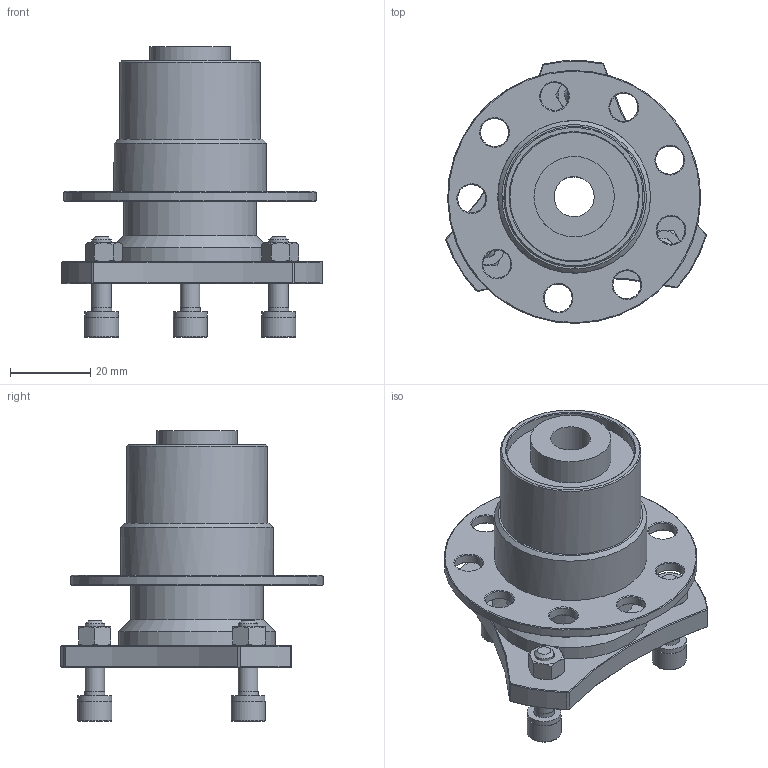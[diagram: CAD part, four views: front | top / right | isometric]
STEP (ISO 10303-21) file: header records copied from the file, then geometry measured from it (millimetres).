
FILE_DESCRIPTION(/* description */ (''),/* implementation_level */ '2;1');
FILE_NAME(/* name */ '',/* time_stamp */ '2023-02-04T17:07:33+08:00',/* author */ (''),/* organization */ (''),/* preprocessor_version */ 'ST-DEVELOPER v19.2',/* originating_system */ 'Autodesk Translation Framework v11.17.0.187',/* authorisation */ '');
FILE_SCHEMA (('AUTOMOTIVE_DESIGN { 1 0 10303 214 3 1 1 }'));
Length unit declared in the file: millimetre
Products named in the file (4): 快拆总成; kuaichai; GB6170_M5; GB70_M5X20_SW
Assembly tree (7 placements, depth 2):
  快拆总成
    kuaichai
    GB6170_M5  x3
    GB70_M5X20_SW  x3
Bounding box: 64.79 x 65.47 x 72.3 mm (x, y, z)
Volume: 60405.3 mm3; surface area: 20520.4 mm2
Topology: 7 solids, 7 shells, 199 faces, 483 edges, 317 vertices
Faces by surface type: plane 75, cylinder 62, cone 56, torus 6
Full cylindrical faces by diameter (mm): 4.134 x3, 4.878 x3, 5 x6, 5.1 x3, 7 x9, 8.4 x3, 8.5 x3, 10 x1, 20 x1, 32 x1, 33 x1, 35 x1, 38 x1, 39 x1, 63 x1
Entity records: 4065 total; most frequent: CARTESIAN_POINT 840, DIRECTION 710, ORIENTED_EDGE 614, EDGE_CURVE 307, AXIS2_PLACEMENT_3D 306, VERTEX_POINT 201, EDGE_LOOP 162, CIRCLE 160
